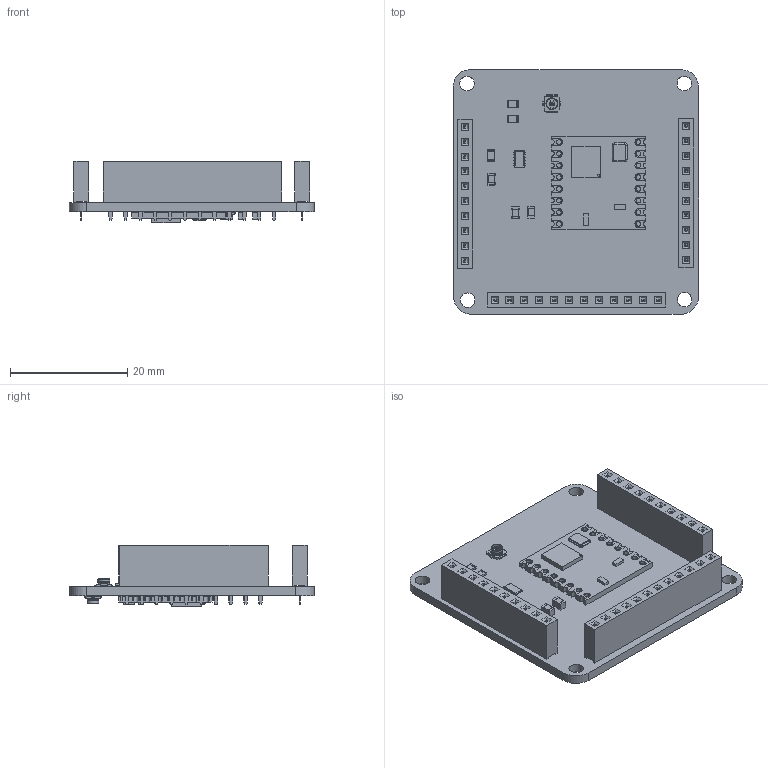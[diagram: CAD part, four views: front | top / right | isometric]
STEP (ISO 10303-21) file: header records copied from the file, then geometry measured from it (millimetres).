
FILE_DESCRIPTION(/* description */ (''),/* implementation_level */ '2;1');
FILE_NAME(/* name */ 'Communication v1.6 v1.step',/* time_stamp */ '2022-06-29T16:30:44+05:45',/* author */ (''),/* organization */ (''),/* preprocessor_version */ 'ST-DEVELOPER v19',/* originating_system */ 'Autodesk Translation Framework v11.7.0.108',/* authorisation */ '');
FILE_SCHEMA (('AUTOMOTIVE_DESIGN { 1 0 10303 214 3 1 1 }'));
Length unit declared in the file: millimetre
Products named in the file (16): Communication v1.6; PinSocket_1x12_P2.54mm_Vertical; SOLID (3); PinSocket_1x10_P2.54mm_Vertical; SOLID (2); RFM98W-433S2_(1); COMPOUND; C_0805_2012Metric; SOLID; TPS2553DBVR; COMPOUND (1); u.Fl_Antenna_Connector_-_523-A-1JB; COMPOUND (2); R_0805_2012Metric; SOLID (1); COMPOUND (3)
Assembly tree (24 placements, depth 3):
  Communication v1.6
    PinSocket_1x12_P2.54mm_Vertical
      SOLID (3)
    PinSocket_1x10_P2.54mm_Vertical  x2
      SOLID (2)
    RFM98W-433S2_(1)  x2
      COMPOUND
    C_0805_2012Metric  x5
      SOLID
    R_0805_2012Metric  x3
      SOLID (1)
    TPS2553DBVR
      COMPOUND (1)
    u.Fl_Antenna_Connector_-_523-A-1JB  x2
      COMPOUND (2)
    COMPOUND (3)
Bounding box: 41.91 x 41.78 x 10.5 mm (x, y, z)
Volume: 4645.1 mm3; surface area: 8081.7 mm2
Topology: 73 solids, 73 shells, 2092 faces, 5276 edges, 3442 vertices
Faces by surface type: plane 1686, cylinder 376, bspline 8, sphere 8, torus 8, cone 6
Full cylindrical faces by diameter (mm): 0.354 x2, 0.45 x2, 0.8 x32, 1 x32, 1.8 x2, 1.95 x2, 2 x4, 2.5 x4
Entity records: 39370 total; most frequent: CARTESIAN_POINT 6931, ORIENTED_EDGE 6412, DIRECTION 6217, EDGE_CURVE 3206, LINE 2787, VECTOR 2787, VERTEX_POINT 2087, AXIS2_PLACEMENT_3D 1715
